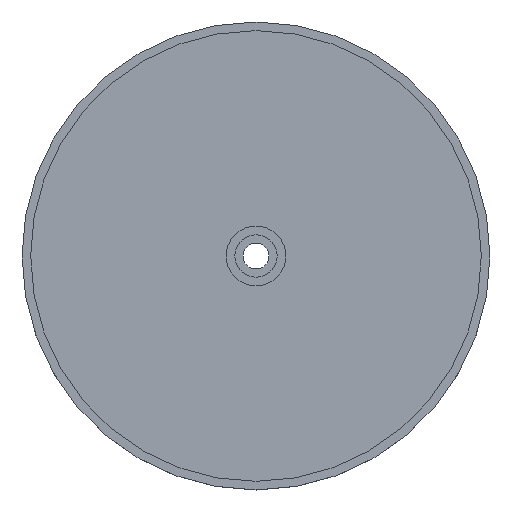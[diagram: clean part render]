
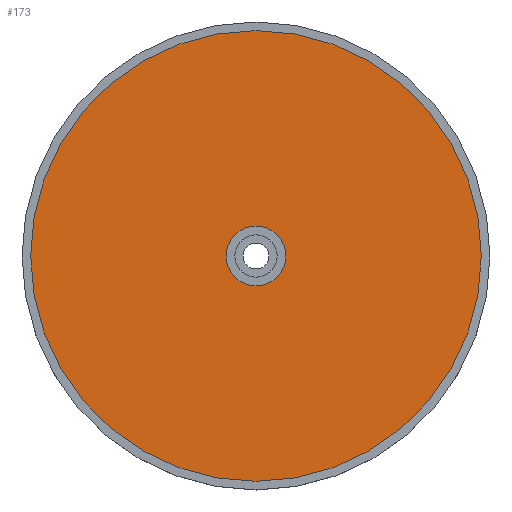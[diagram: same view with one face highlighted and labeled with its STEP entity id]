
A CAD part, top view. The second image highlights one B-rep face of the part: STEP entity #173.
In plain terms, the highlighted planar face has unit normal (0, 0, 1).
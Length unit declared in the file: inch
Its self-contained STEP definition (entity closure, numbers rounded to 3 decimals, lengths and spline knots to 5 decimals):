
#5 = CARTESIAN_POINT ( 'NONE',  ( 0., 0., 0.28346 ) ) ;
#16 = CIRCLE ( 'NONE', #354, 0.21063 ) ;
#17 = ORIENTED_EDGE ( 'NONE', *, *, #196, .T. ) ;
#35 = CARTESIAN_POINT ( 'NONE',  ( 0., 0., 0.28346 ) ) ;
#38 = VERTEX_POINT ( 'NONE', #235 ) ;
#40 = DIRECTION ( 'NONE',  ( -1., 0., 0. ) ) ;
#51 = EDGE_LOOP ( 'NONE', ( #210, #377 ) ) ;
#66 = DIRECTION ( 'NONE',  ( -1., 0., 0. ) ) ;
#72 = CIRCLE ( 'NONE', #271, 0.21063 ) ;
#110 = DIRECTION ( 'NONE',  ( -1., 0., 0. ) ) ;
#126 = AXIS2_PLACEMENT_3D ( 'NONE', #35, #321, #180 ) ;
#130 = AXIS2_PLACEMENT_3D ( 'NONE', #386, #317, #427 ) ;
#143 = FACE_OUTER_BOUND ( 'NONE', #414, .T. ) ;
#151 = AXIS2_PLACEMENT_3D ( 'NONE', #355, #257, #66 ) ;
#173 = ADVANCED_FACE ( 'NONE', ( #143, #356 ), #424, .F. ) ;
#180 = DIRECTION ( 'NONE',  ( -1., 0., 0. ) ) ;
#187 = VERTEX_POINT ( 'NONE', #388 ) ;
#188 = EDGE_CURVE ( 'NONE', #241, #38, #311, .T. ) ;
#189 = DIRECTION ( 'NONE',  ( 0., 0., 1. ) ) ;
#194 = CARTESIAN_POINT ( 'NONE',  ( 1.59252, 0., 0.28346 ) ) ;
#196 = EDGE_CURVE ( 'NONE', #38, #241, #454, .T. ) ;
#210 = ORIENTED_EDGE ( 'NONE', *, *, #338, .F. ) ;
#227 = CARTESIAN_POINT ( 'NONE',  ( 0., 0., 0.28346 ) ) ;
#235 = CARTESIAN_POINT ( 'NONE',  ( -1.59252, 0., 0.28346 ) ) ;
#241 = VERTEX_POINT ( 'NONE', #194 ) ;
#257 = DIRECTION ( 'NONE',  ( 0., 0., 1. ) ) ;
#258 = VERTEX_POINT ( 'NONE', #294 ) ;
#263 = ORIENTED_EDGE ( 'NONE', *, *, #188, .T. ) ;
#271 = AXIS2_PLACEMENT_3D ( 'NONE', #5, #189, #40 ) ;
#294 = CARTESIAN_POINT ( 'NONE',  ( 0.21063, 0., 0.28346 ) ) ;
#311 = CIRCLE ( 'NONE', #151, 1.59252 ) ;
#317 = DIRECTION ( 'NONE',  ( 0., 0., 1. ) ) ;
#321 = DIRECTION ( 'NONE',  ( 0., 0., -1. ) ) ;
#322 = EDGE_CURVE ( 'NONE', #258, #187, #16, .T. ) ;
#338 = EDGE_CURVE ( 'NONE', #187, #258, #72, .T. ) ;
#354 = AXIS2_PLACEMENT_3D ( 'NONE', #227, #429, #110 ) ;
#355 = CARTESIAN_POINT ( 'NONE',  ( 0., 0., 0.28346 ) ) ;
#356 = FACE_BOUND ( 'NONE', #51, .T. ) ;
#377 = ORIENTED_EDGE ( 'NONE', *, *, #322, .F. ) ;
#386 = CARTESIAN_POINT ( 'NONE',  ( 0., 0., 0.28346 ) ) ;
#388 = CARTESIAN_POINT ( 'NONE',  ( -0.21063, 0., 0.28346 ) ) ;
#414 = EDGE_LOOP ( 'NONE', ( #17, #263 ) ) ;
#424 = PLANE ( 'NONE',  #126 ) ;
#427 = DIRECTION ( 'NONE',  ( -1., 0., 0. ) ) ;
#429 = DIRECTION ( 'NONE',  ( 0., 0., 1. ) ) ;
#454 = CIRCLE ( 'NONE', #130, 1.59252 ) ;
